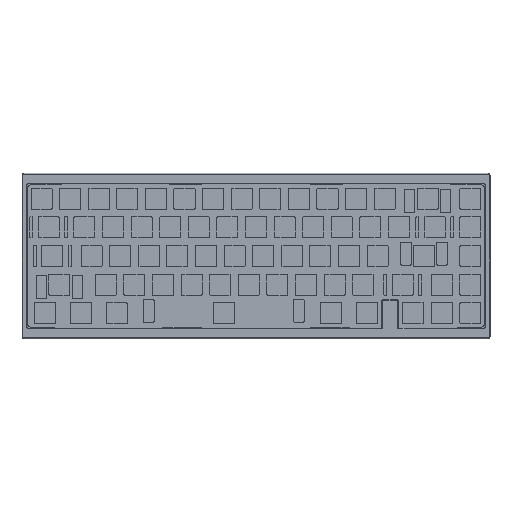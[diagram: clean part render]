
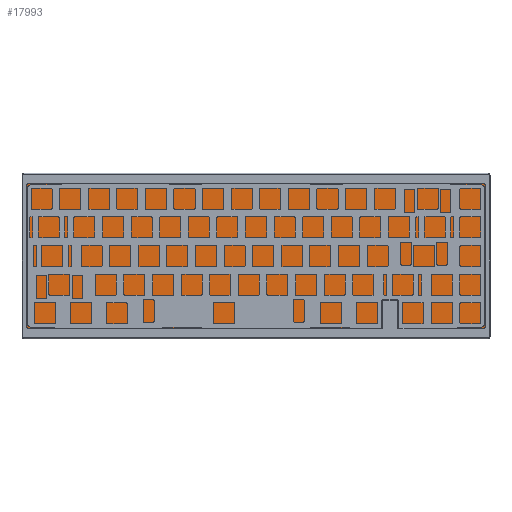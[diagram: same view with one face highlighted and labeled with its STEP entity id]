
A CAD part, top view. The second image highlights one B-rep face of the part: STEP entity #17993.
In plain terms, the highlighted planar face has unit normal (0, 0, 1).
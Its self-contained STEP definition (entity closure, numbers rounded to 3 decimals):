
#775=FACE_OUTER_BOUND('',#1737,.T.);
#1737=EDGE_LOOP('',(#12184,#12185,#12186,#12187,#12188,#12189,#12190,#12191,
#12192,#12193,#12194,#12195,#12196,#12197,#12198,#12199,#12200,#12201,#12202,
#12203));
#2919=CIRCLE('',#19056,1.75);
#2920=CIRCLE('',#19058,1.);
#2921=CIRCLE('',#19059,1.);
#2922=CIRCLE('',#19060,1.75);
#2923=CIRCLE('',#19061,1.75);
#2924=CIRCLE('',#19062,1.75);
#2925=CIRCLE('',#19063,1.);
#2926=CIRCLE('',#19064,1.);
#3771=LINE('',#26453,#5585);
#3783=LINE('',#26497,#5597);
#3784=LINE('',#26507,#5598);
#3791=LINE('',#26521,#5605);
#3792=LINE('',#26524,#5606);
#3846=LINE('',#26772,#5660);
#3847=LINE('',#26776,#5661);
#3848=LINE('',#26779,#5662);
#3849=LINE('',#26781,#5663);
#3850=LINE('',#26785,#5664);
#3851=LINE('',#26789,#5665);
#3852=LINE('',#26793,#5666);
#5585=VECTOR('',#20849,10.);
#5597=VECTOR('',#20887,10.);
#5598=VECTOR('',#20892,10.);
#5605=VECTOR('',#20907,10.);
#5606=VECTOR('',#20910,10.);
#5660=VECTOR('',#21144,10.);
#5661=VECTOR('',#21147,10.);
#5662=VECTOR('',#21150,10.);
#5663=VECTOR('',#21151,10.);
#5664=VECTOR('',#21154,10.);
#5665=VECTOR('',#21157,10.);
#5666=VECTOR('',#21160,10.);
#7399=VERTEX_POINT('',#26451);
#7400=VERTEX_POINT('',#26452);
#7414=VERTEX_POINT('',#26492);
#7418=VERTEX_POINT('',#26505);
#7421=VERTEX_POINT('',#26519);
#7422=VERTEX_POINT('',#26523);
#7523=VERTEX_POINT('',#26763);
#7524=VERTEX_POINT('',#26764);
#7525=VERTEX_POINT('',#26769);
#7526=VERTEX_POINT('',#26771);
#7527=VERTEX_POINT('',#26773);
#7528=VERTEX_POINT('',#26775);
#7529=VERTEX_POINT('',#26777);
#7530=VERTEX_POINT('',#26780);
#7531=VERTEX_POINT('',#26782);
#7532=VERTEX_POINT('',#26784);
#7533=VERTEX_POINT('',#26786);
#7534=VERTEX_POINT('',#26788);
#7535=VERTEX_POINT('',#26790);
#7536=VERTEX_POINT('',#26792);
#9230=EDGE_CURVE('',#7399,#7400,#3771,.T.);
#9251=EDGE_CURVE('',#7414,#7399,#3783,.F.);
#9254=EDGE_CURVE('',#7400,#7418,#3784,.F.);
#9262=EDGE_CURVE('',#7421,#7418,#3791,.F.);
#9263=EDGE_CURVE('',#7414,#7422,#3792,.F.);
#9379=EDGE_CURVE('',#7523,#7524,#2919,.F.);
#9382=EDGE_CURVE('',#7525,#7421,#2920,.F.);
#9383=EDGE_CURVE('',#7526,#7525,#3846,.F.);
#9384=EDGE_CURVE('',#7527,#7526,#2921,.T.);
#9385=EDGE_CURVE('',#7528,#7527,#3847,.F.);
#9386=EDGE_CURVE('',#7528,#7529,#2922,.F.);
#9387=EDGE_CURVE('',#7523,#7529,#3848,.F.);
#9388=EDGE_CURVE('',#7530,#7524,#3849,.F.);
#9389=EDGE_CURVE('',#7530,#7531,#2923,.F.);
#9390=EDGE_CURVE('',#7532,#7531,#3850,.F.);
#9391=EDGE_CURVE('',#7532,#7533,#2924,.F.);
#9392=EDGE_CURVE('',#7534,#7533,#3851,.F.);
#9393=EDGE_CURVE('',#7535,#7534,#2925,.T.);
#9394=EDGE_CURVE('',#7536,#7535,#3852,.F.);
#9395=EDGE_CURVE('',#7422,#7536,#2926,.F.);
#12184=ORIENTED_EDGE('',*,*,#9254,.T.);
#12185=ORIENTED_EDGE('',*,*,#9262,.F.);
#12186=ORIENTED_EDGE('',*,*,#9382,.F.);
#12187=ORIENTED_EDGE('',*,*,#9383,.F.);
#12188=ORIENTED_EDGE('',*,*,#9384,.F.);
#12189=ORIENTED_EDGE('',*,*,#9385,.F.);
#12190=ORIENTED_EDGE('',*,*,#9386,.T.);
#12191=ORIENTED_EDGE('',*,*,#9387,.F.);
#12192=ORIENTED_EDGE('',*,*,#9379,.T.);
#12193=ORIENTED_EDGE('',*,*,#9388,.F.);
#12194=ORIENTED_EDGE('',*,*,#9389,.T.);
#12195=ORIENTED_EDGE('',*,*,#9390,.F.);
#12196=ORIENTED_EDGE('',*,*,#9391,.T.);
#12197=ORIENTED_EDGE('',*,*,#9392,.F.);
#12198=ORIENTED_EDGE('',*,*,#9393,.F.);
#12199=ORIENTED_EDGE('',*,*,#9394,.F.);
#12200=ORIENTED_EDGE('',*,*,#9395,.F.);
#12201=ORIENTED_EDGE('',*,*,#9263,.F.);
#12202=ORIENTED_EDGE('',*,*,#9251,.T.);
#12203=ORIENTED_EDGE('',*,*,#9230,.T.);
#17509=PLANE('',#19057);
#17993=ADVANCED_FACE('',(#775),#17509,.T.);
#19056=AXIS2_PLACEMENT_3D('',#26765,#21136,#21137);
#19057=AXIS2_PLACEMENT_3D('',#26768,#21140,#21141);
#19058=AXIS2_PLACEMENT_3D('',#26770,#21142,#21143);
#19059=AXIS2_PLACEMENT_3D('',#26774,#21145,#21146);
#19060=AXIS2_PLACEMENT_3D('',#26778,#21148,#21149);
#19061=AXIS2_PLACEMENT_3D('',#26783,#21152,#21153);
#19062=AXIS2_PLACEMENT_3D('',#26787,#21155,#21156);
#19063=AXIS2_PLACEMENT_3D('',#26791,#21158,#21159);
#19064=AXIS2_PLACEMENT_3D('',#26794,#21161,#21162);
#20849=DIRECTION('',(-1.,0.,0.));
#20887=DIRECTION('',(0.,1.,0.));
#20892=DIRECTION('',(0.,-1.,0.));
#20907=DIRECTION('',(-1.,0.,0.));
#20910=DIRECTION('',(-1.,0.,0.));
#21136=DIRECTION('center_axis',(0.,0.,-1.));
#21137=DIRECTION('ref_axis',(-0.707,-0.707,0.));
#21140=DIRECTION('center_axis',(0.,0.,1.));
#21141=DIRECTION('ref_axis',(1.,0.,0.));
#21142=DIRECTION('center_axis',(0.,0.,1.));
#21143=DIRECTION('ref_axis',(0.,1.,0.));
#21144=DIRECTION('',(0.,-1.,0.));
#21145=DIRECTION('center_axis',(0.,0.,1.));
#21146=DIRECTION('ref_axis',(0.707,-0.707,0.));
#21147=DIRECTION('',(-1.,0.,0.));
#21148=DIRECTION('center_axis',(0.,0.,-1.));
#21149=DIRECTION('ref_axis',(-0.707,0.707,0.));
#21150=DIRECTION('',(0.,-1.,0.));
#21151=DIRECTION('',(1.,0.,0.));
#21152=DIRECTION('center_axis',(0.,0.,-1.));
#21153=DIRECTION('ref_axis',(0.707,-0.707,0.));
#21154=DIRECTION('',(0.,1.,0.));
#21155=DIRECTION('center_axis',(0.,0.,-1.));
#21156=DIRECTION('ref_axis',(0.707,0.707,0.));
#21157=DIRECTION('',(-1.,0.,0.));
#21158=DIRECTION('center_axis',(0.,0.,1.));
#21159=DIRECTION('ref_axis',(-0.707,-0.707,0.));
#21160=DIRECTION('',(0.,1.,0.));
#21161=DIRECTION('center_axis',(0.,0.,1.));
#21162=DIRECTION('ref_axis',(1.,0.,0.));
#26451=CARTESIAN_POINT('',(22.809,1.475,-9.9));
#26452=CARTESIAN_POINT('',(15.181,1.475,-9.9));
#26453=CARTESIAN_POINT('',(152.4,1.475,-9.9));
#26492=CARTESIAN_POINT('',(22.809,5.2,-9.9));
#26497=CARTESIAN_POINT('',(22.809,7.475,-9.9));
#26505=CARTESIAN_POINT('',(15.181,5.2,-9.9));
#26507=CARTESIAN_POINT('',(15.181,7.475,-9.9));
#26519=CARTESIAN_POINT('',(14.391,5.2,-9.9));
#26521=CARTESIAN_POINT('',(83.395,5.2,-9.9));
#26523=CARTESIAN_POINT('',(23.709,5.2,-9.9));
#26524=CARTESIAN_POINT('',(83.395,5.2,-9.9));
#26763=CARTESIAN_POINT('',(-0.475,-93.975,-9.9));
#26764=CARTESIAN_POINT('',(1.275,-95.725,-9.9));
#26765=CARTESIAN_POINT('Origin',(1.275,-93.975,-9.9));
#26768=CARTESIAN_POINT('Origin',(152.4,-47.625,-9.9));
#26769=CARTESIAN_POINT('',(13.391,4.2,-9.9));
#26770=CARTESIAN_POINT('Origin',(14.391,4.2,-9.9));
#26771=CARTESIAN_POINT('',(13.391,1.475,-9.9));
#26772=CARTESIAN_POINT('',(13.391,-23.213,-9.9));
#26773=CARTESIAN_POINT('',(12.391,0.475,-9.9));
#26774=CARTESIAN_POINT('Origin',(12.391,1.475,-9.9));
#26775=CARTESIAN_POINT('',(1.275,0.475,-9.9));
#26776=CARTESIAN_POINT('',(75.963,0.475,-9.9));
#26777=CARTESIAN_POINT('',(-0.475,-1.275,-9.9));
#26778=CARTESIAN_POINT('Origin',(1.275,-1.275,-9.9));
#26779=CARTESIAN_POINT('',(-0.475,-71.675,-9.9));
#26780=CARTESIAN_POINT('',(303.525,-95.725,-9.9));
#26781=CARTESIAN_POINT('',(228.838,-95.725,-9.9));
#26782=CARTESIAN_POINT('',(305.275,-93.975,-9.9));
#26783=CARTESIAN_POINT('Origin',(303.525,-93.975,-9.9));
#26784=CARTESIAN_POINT('',(305.275,-1.275,-9.9));
#26785=CARTESIAN_POINT('',(305.275,-23.575,-9.9));
#26786=CARTESIAN_POINT('',(303.525,0.475,-9.9));
#26787=CARTESIAN_POINT('Origin',(303.525,-1.275,-9.9));
#26788=CARTESIAN_POINT('',(25.709,0.475,-9.9));
#26789=CARTESIAN_POINT('',(75.963,0.475,-9.9));
#26790=CARTESIAN_POINT('',(24.709,1.475,-9.9));
#26791=CARTESIAN_POINT('Origin',(25.709,1.475,-9.9));
#26792=CARTESIAN_POINT('',(24.709,4.2,-9.9));
#26793=CARTESIAN_POINT('',(24.709,-21.713,-9.9));
#26794=CARTESIAN_POINT('Origin',(23.709,4.2,-9.9));
